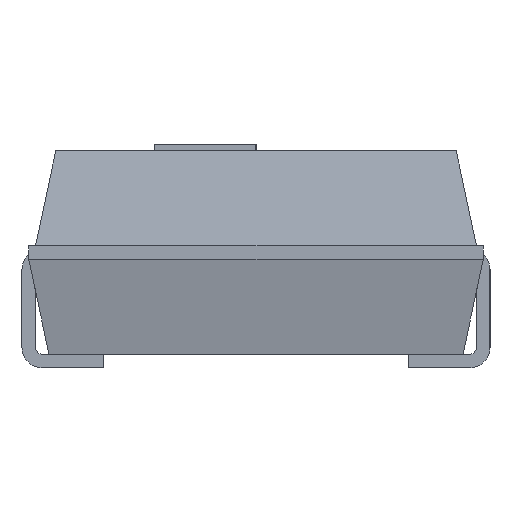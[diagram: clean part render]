
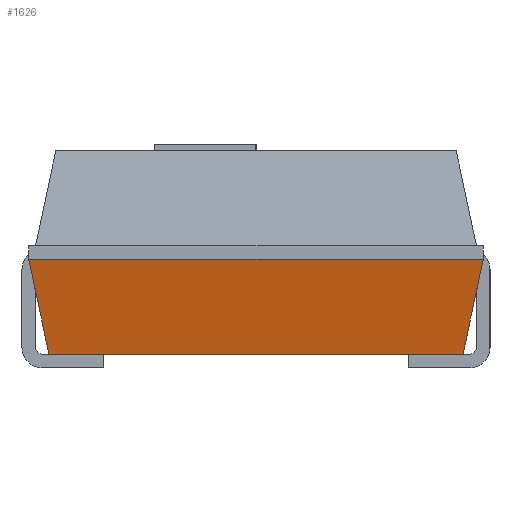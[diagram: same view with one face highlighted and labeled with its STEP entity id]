
A CAD part, left-side view. The second image highlights one B-rep face of the part: STEP entity #1626.
In plain terms, the highlighted free-form (B-spline) face has degree [1, 1] with [2, 2] control points.
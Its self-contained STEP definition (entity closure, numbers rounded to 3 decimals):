
#59=CARTESIAN_POINT('',(-9.372,-3.052,0.1));
#209=VERTEX_POINT('',#59);
#211=EDGE_CURVE('',#212,#209,#214,.T.);
#212=VERTEX_POINT('',#213);
#213=CARTESIAN_POINT('',(-9.372,3.052,0.1));
#214=LINE('',#213,#215);
#215=VECTOR('',#216,1.);
#216=DIRECTION('',(0.,-1.,0.));
#397=EDGE_CURVE('',#212,#398,#400,.T.);
#398=VERTEX_POINT('',#399);
#399=CARTESIAN_POINT('',(-9.67,3.35,1.5));
#400=B_SPLINE_CURVE_WITH_KNOTS('',1,(#213,#399),.UNSPECIFIED.,.F.,.F.,(2,2),(0.,1.),.PIECEWISE_BEZIER_KNOTS.);
#603=EDGE_CURVE('',#209,#604,#606,.T.);
#604=VERTEX_POINT('',#605);
#605=CARTESIAN_POINT('',(-9.67,-3.35,1.5));
#606=B_SPLINE_CURVE_WITH_KNOTS('',1,(#59,#605),.UNSPECIFIED.,.F.,.F.,(2,2),(0.,1.),.PIECEWISE_BEZIER_KNOTS.);
#1626=ADVANCED_FACE('',(#1627),#1635,.T.);
#1627=FACE_BOUND('',#1628,.T.);
#1628=EDGE_LOOP('',(#1629,#1630,#1631,#1634));
#1629=ORIENTED_EDGE('',*,*,#211,.T.);
#1630=ORIENTED_EDGE('',*,*,#603,.T.);
#1631=ORIENTED_EDGE('',*,*,#1632,.F.);
#1632=EDGE_CURVE('',#398,#604,#1633,.T.);
#1633=LINE('',#399,#215);
#1634=ORIENTED_EDGE('',*,*,#397,.F.);
#1635=B_SPLINE_SURFACE_WITH_KNOTS('',1,1,((#213,#399),(#59,#605)),.UNSPECIFIED.,.F.,.F.,.F.,(2,2),(2,2),(0.,6.7),(0.,1.),.PIECEWISE_BEZIER_KNOTS.);
